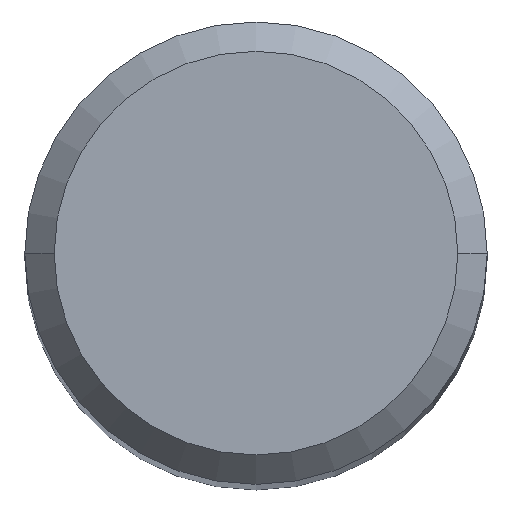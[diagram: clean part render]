
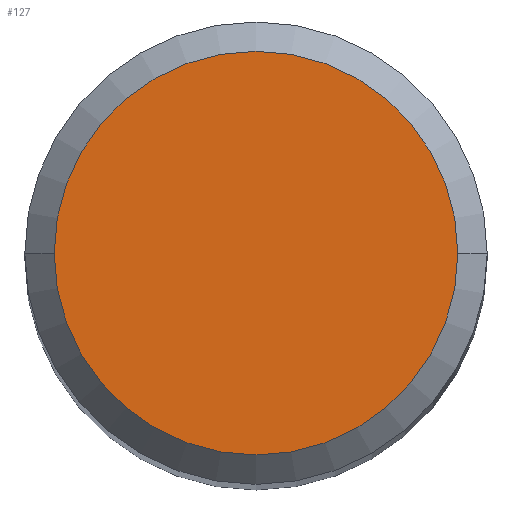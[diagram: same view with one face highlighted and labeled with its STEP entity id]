
A CAD part, top view. The second image highlights one B-rep face of the part: STEP entity #127.
In plain terms, the highlighted planar face has unit normal (0, 0, 1).
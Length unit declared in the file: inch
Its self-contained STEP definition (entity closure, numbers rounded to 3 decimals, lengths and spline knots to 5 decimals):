
#1 = ORIENTED_EDGE ( 'NONE', *, *, #232, .T. ) ;
#4 = ORIENTED_EDGE ( 'NONE', *, *, #93, .T. ) ;
#44 = DIRECTION ( 'NONE',  ( 1., 0., 0. ) ) ;
#46 = CARTESIAN_POINT ( 'NONE',  ( 0.10311, 0., 2.24409 ) ) ;
#78 = FACE_OUTER_BOUND ( 'NONE', #169, .T. ) ;
#87 = CIRCLE ( 'NONE', #212, 0.10311 ) ;
#93 = EDGE_CURVE ( 'NONE', #271, #331, #87, .T. ) ;
#94 = AXIS2_PLACEMENT_3D ( 'NONE', #400, #98, #367 ) ;
#98 = DIRECTION ( 'NONE',  ( 0., 0., 1. ) ) ;
#127 = ADVANCED_FACE ( 'NONE', ( #78 ), #215, .T. ) ;
#169 = EDGE_LOOP ( 'NONE', ( #4, #1 ) ) ;
#205 = DIRECTION ( 'NONE',  ( 0., 0., 1. ) ) ;
#212 = AXIS2_PLACEMENT_3D ( 'NONE', #284, #379, #44 ) ;
#215 = PLANE ( 'NONE',  #336 ) ;
#220 = CARTESIAN_POINT ( 'NONE',  ( -0.10311, 0., 2.24409 ) ) ;
#232 = EDGE_CURVE ( 'NONE', #331, #271, #324, .T. ) ;
#271 = VERTEX_POINT ( 'NONE', #220 ) ;
#284 = CARTESIAN_POINT ( 'NONE',  ( 0., 0., 2.24409 ) ) ;
#324 = CIRCLE ( 'NONE', #94, 0.10311 ) ;
#331 = VERTEX_POINT ( 'NONE', #46 ) ;
#336 = AXIS2_PLACEMENT_3D ( 'NONE', #347, #205, #338 ) ;
#338 = DIRECTION ( 'NONE',  ( 1., 0., 0. ) ) ;
#347 = CARTESIAN_POINT ( 'NONE',  ( 0., 0., 2.24409 ) ) ;
#367 = DIRECTION ( 'NONE',  ( 1., 0., 0. ) ) ;
#379 = DIRECTION ( 'NONE',  ( 0., 0., 1. ) ) ;
#400 = CARTESIAN_POINT ( 'NONE',  ( 0., 0., 2.24409 ) ) ;
